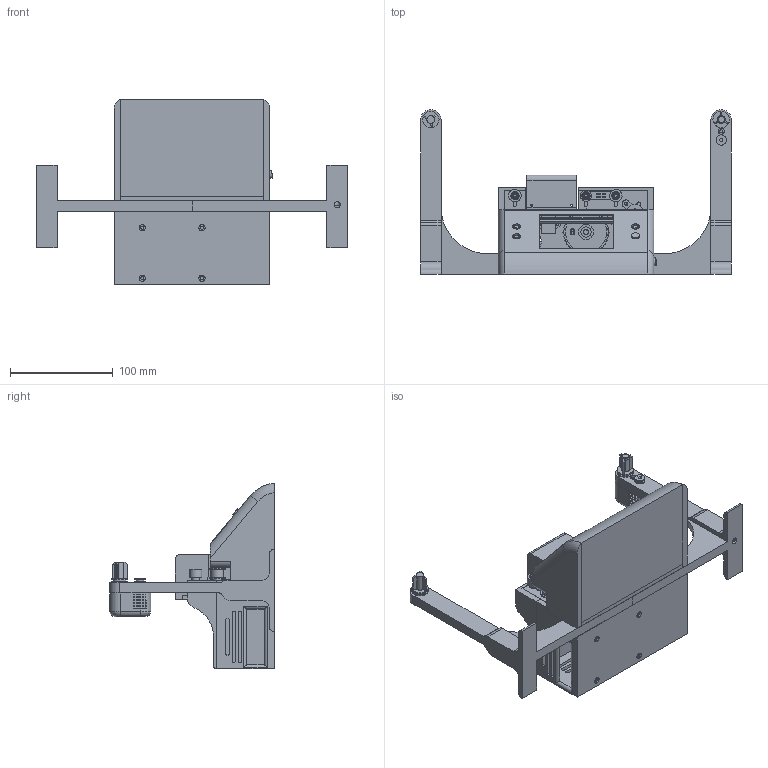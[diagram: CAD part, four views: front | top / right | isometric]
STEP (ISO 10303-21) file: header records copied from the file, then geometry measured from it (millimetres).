
FILE_DESCRIPTION(/* description */ (''),/* implementation_level */ '2;1');
FILE_NAME(/* name */ 'film copier gen 7 v10.step',/* time_stamp */ '2021-08-17T17:21:37+08:00',/* author */ (''),/* organization */ (''),/* preprocessor_version */ 'ST-DEVELOPER v18.1',/* originating_system */ 'Autodesk Translation Framework v10.9.0.1377',/* authorisation */ '');
FILE_SCHEMA (('AUTOMOTIVE_DESIGN { 1 0 10303 214 3 1 1 }'));
Products named in the file (48): film copier gen 7; Motor (1); Motor; Motor (1) (1); camera V2.f3d v1; light box (2); adjustment tool; adj tool holder (1); camera case; lens holder (1); press roll w bearing; Anpressrolle (1); FIlm plate; Base; Mount Plate; camera lens rail; Photo Interuptor; roll mount (1); press roll lever; case front; button cap; right spool holder; geared motor; Geared Motor_1; Component462; left spool holder; back cover; button; button(Mirror); press roll (1); wheelmover large; Camera Cover; lens; wheelholder; Anpressrolle; press roll w bearing (1); press roll w bearing (1)_1; Anpressrolle (1) (2); clearer; S8 Sprocket small ...
Assembly tree (59 placements, depth 4):
  film copier gen 7
    Motor (1)
      Motor
        Motor (1) (1)
    camera V2.f3d v1
    light box (2)
    adjustment tool
    adj tool holder (1)
    camera case
    lens holder (1)
    press roll w bearing
      Anpressrolle (1)
    FIlm plate
      Base
    Mount Plate
    camera lens rail
    Photo Interuptor
    roll mount (1)  x2
    press roll (1)  x3
    press roll lever
    case front
      button cap
    right spool holder
      geared motor
        Geared Motor_1
      Component462
    left spool holder
      spool wheel
      spool wheel (1)
    back cover
    button  x2
    button(Mirror)  x2
    wheelmover large
    wheelholder  x3
    Camera Cover
    lens
    Anpressrolle
    press roll w bearing (1)
      Anpressrolle (1) (2)
    press roll w bearing (1)_1
      Anpressrolle (1) (2)
    clearer
    S8 Sprocket small
    Ball Bearing  x3
    spool wheel (1)
    spool wheel
    motor cover
    spool wheel right
    Component476
    Component477
    display fix
Bounding box: 302.2 x 160 x 180.41 mm (x, y, z)
Volume: 557793.2 mm3; surface area: 342548.5 mm2
Topology: 196 solids, 196 shells, 2413 faces, 6125 edges, 4057 vertices
Faces by surface type: plane 1653, cylinder 588, sphere 76, bspline 52, cone 29, torus 15
Full cylindrical faces by diameter (mm): 0.8 x3, 2 x2, 2.09 x5, 2.1 x15, 2.529 x4, 3 x8, 3.1 x8, 3.2 x37, 3.3 x2, 3.5 x4, 4 x2, 4.5 x1, 5 x9, 5.1 x2, 5.148 x12, 5.2 x2, 5.6 x4, 5.7 x1, 5.852 x12, 6 x10, 6.1 x15, 6.601 x5, 6.7 x1, 6.973 x12, 7 x5, 7.417 x3, 7.5 x1, 7.6 x8, 7.7 x1, 8 x16
Entity records: 68977 total; most frequent: CARTESIAN_POINT 13316, DIRECTION 11161, ORIENTED_EDGE 11046, EDGE_CURVE 5523, LINE 4085, VECTOR 4085, VERTEX_POINT 3721, AXIS2_PLACEMENT_3D 3538
